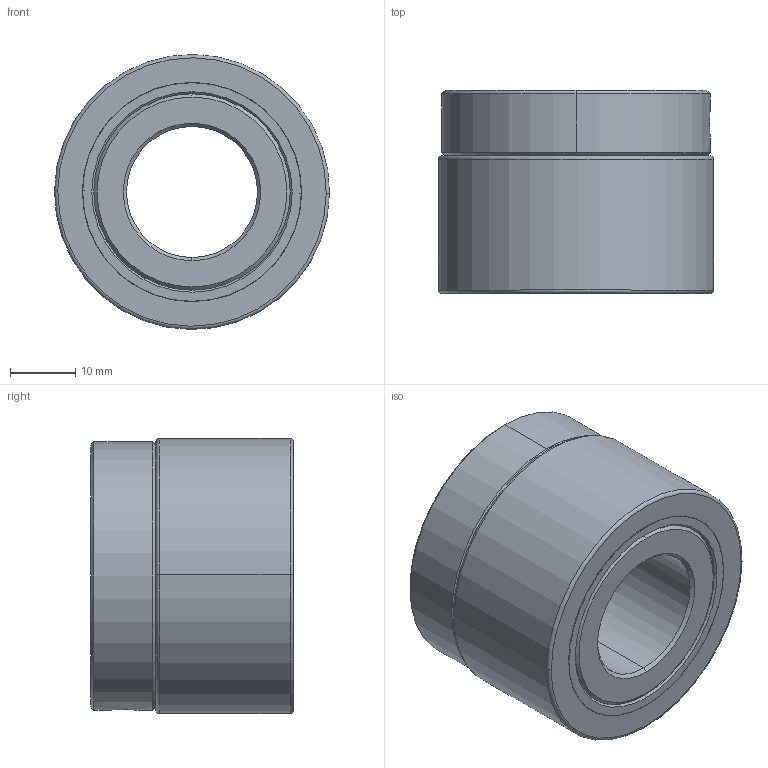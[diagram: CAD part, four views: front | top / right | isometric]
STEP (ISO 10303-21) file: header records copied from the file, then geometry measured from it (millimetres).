
FILE_DESCRIPTION (( 'STEP AP203' ), '1' );
FILE_NAME ('MAG-AMGS4221C-P12-ID20.STEP', '2020-07-27T08:06:16', ( '' ), ( '' ), 'SwSTEP 2.0', 'SolidWorks 2019', '' );
FILE_SCHEMA (( 'CONFIG_CONTROL_DESIGN' ));
Length unit declared in the file: millimetre
Products named in the file (4): MAG-AMGS4221C-P12-ID20; AMGS4221C-ID20軟鐵圈; AMGS4221C-ID20鋁襯套; AMGS4221C磁圈
Assembly tree (3 placements, depth 2):
  MAG-AMGS4221C-P12-ID20
    AMGS4221C-ID20鋁襯套
    AMGS4221C磁圈
    AMGS4221C-ID20軟鐵圈
Bounding box: 42 x 31 x 42 mm (x, y, z)
Volume: 33808.6 mm3; surface area: 17790.1 mm2
Topology: 3 solids, 3 shells, 51 faces, 112 edges, 66 vertices
Faces by surface type: cylinder 18, cone 18, torus 8, plane 7
Entity records: 2034 total; most frequent: CARTESIAN_POINT 459, DIRECTION 276, ORIENTED_EDGE 224, AXIS2_PLACEMENT_3D 119, EDGE_CURVE 112, VERTEX_POINT 66, CIRCLE 62, EDGE_LOOP 60
